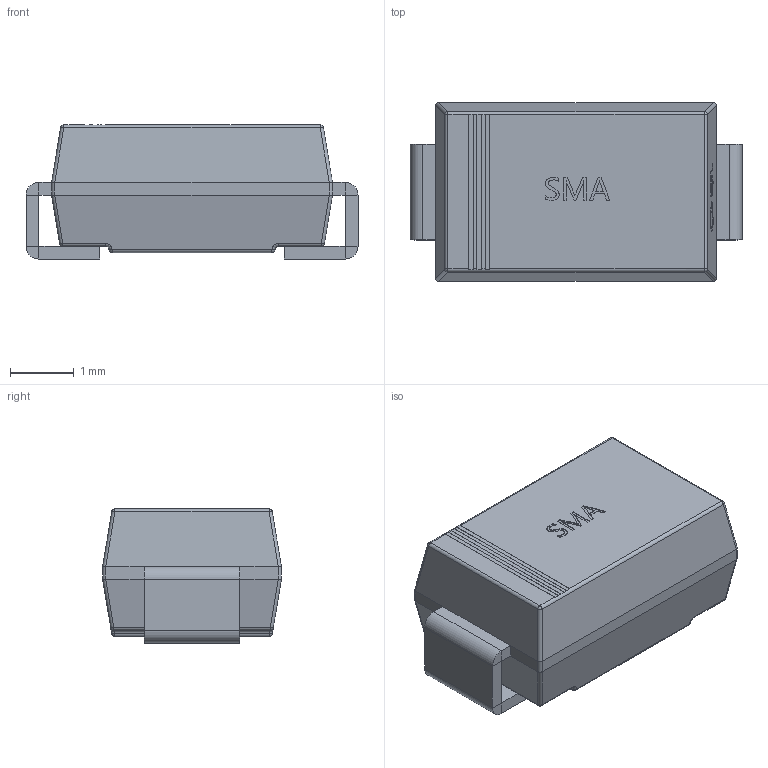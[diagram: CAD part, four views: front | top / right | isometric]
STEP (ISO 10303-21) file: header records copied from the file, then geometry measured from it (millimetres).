
FILE_DESCRIPTION(/* description */ (''),/* implementation_level */ '2;1');
FILE_NAME(/* name */ 'SMA_L4.4-W2.8-LS5.4-R-RD.step',/* time_stamp */ '2023-06-13T20:58:27+08:00',/* author */ (''),/* organization */ (''),/* preprocessor_version */ 'ST-DEVELOPER v19.2',/* originating_system */ 'Autodesk Translation Framework v12.6.0.85',/* authorisation */ '');
FILE_SCHEMA (('AUTOMOTIVE_DESIGN { 1 0 10303 214 3 1 1 }'));
Length unit declared in the file: millimetre
Products named in the file (4): (未保存); D1; SMA_L4.4-W2.8-LS5.4-R-RD; COMPOUND (1)
Assembly tree (3 placements, depth 4):
  (未保存)
    D1
      SMA_L4.4-W2.8-LS5.4-R-RD
        COMPOUND (1)
Bounding box: 5.2 x 2.8 x 2.1 mm (x, y, z)
Volume: 23.7 mm3; surface area: 59.9 mm2
Topology: 14 solids, 14 shells, 455 faces, 1188 edges, 756 vertices
Faces by surface type: plane 275, bspline 136, cylinder 32, sphere 12
Entity records: 16166 total; most frequent: CARTESIAN_POINT 5400, ORIENTED_EDGE 2352, DIRECTION 1812, EDGE_CURVE 1176, LINE 836, VECTOR 836, VERTEX_POINT 756, AXIS2_PLACEMENT_3D 488
